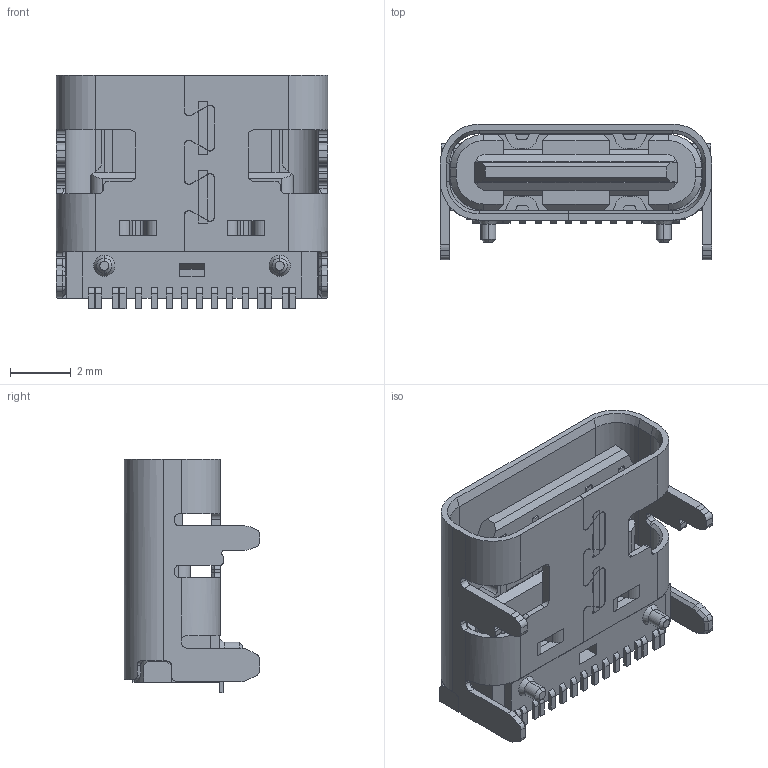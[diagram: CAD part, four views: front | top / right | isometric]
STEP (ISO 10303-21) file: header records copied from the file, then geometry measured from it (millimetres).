
FILE_DESCRIPTION(('CAx-IF Rec.Pracs.---Model Styling and Organization---1.5---2016-08-15','CAx-IF Rec.Pracs.---Geometric and Assembly Validation Properties---4.4---2016-08-17','CAx-IF Rec.Pracs.---User Defined Attributes---1.5---2016-08-15','CAx-IF Rec.Pracs.---External References---2.1---2005-01-19'),'2;1');
FILE_NAME('14850299.step','2024-06-28T13:36:50',('Unspecified'),('Unspecified'),'CAD Exchanger 3.10.2 (cadexchanger.com)','Unspecified','');
FILE_SCHEMA(('AUTOMOTIVE_DESIGN { 1 0 10303 214 1 1 1 1 }'));
Length unit declared in the file: millimetre
Products named in the file (3): USB4105-GF-A-120; USB4105-15-A-120_PART2^USB4105-15-A-120(2)_USB4105-15-A-120; USB4105-15-A-120_PART1^USB4105-15-A-120(2)_USB4105-15-A-120
Assembly tree (2 placements, depth 2):
  USB4105-GF-A-120
    USB4105-15-A-120_PART2^USB4105-15-A-120(2)_USB4105-15-A-120
    USB4105-15-A-120_PART1^USB4105-15-A-120(2)_USB4105-15-A-120
Bounding box: 8.94 x 4.46 x 7.7 mm (x, y, z)
Volume: 114 mm3; surface area: 486.9 mm2
Topology: 2 solids, 2 shells, 845 faces, 2344 edges, 1499 vertices
Faces by surface type: plane 619, cylinder 169, cone 48, bspline 9
Entity records: 27217 total; most frequent: CARTESIAN_POINT 5495, ORIENTED_EDGE 4688, DIRECTION 4306, EDGE_CURVE 2344, LINE 1900, VECTOR 1900, VERTEX_POINT 1499, AXIS2_PLACEMENT_3D 1203
